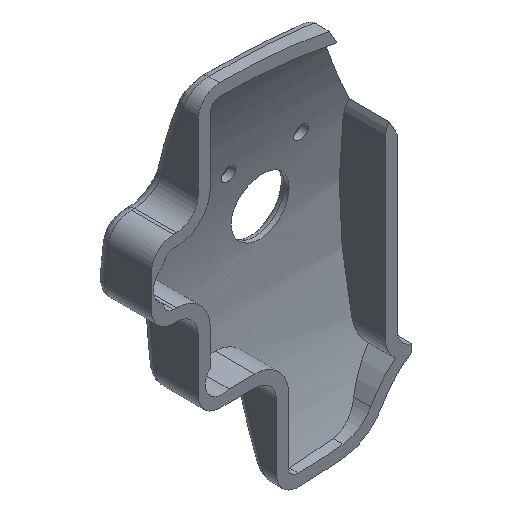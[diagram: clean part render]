
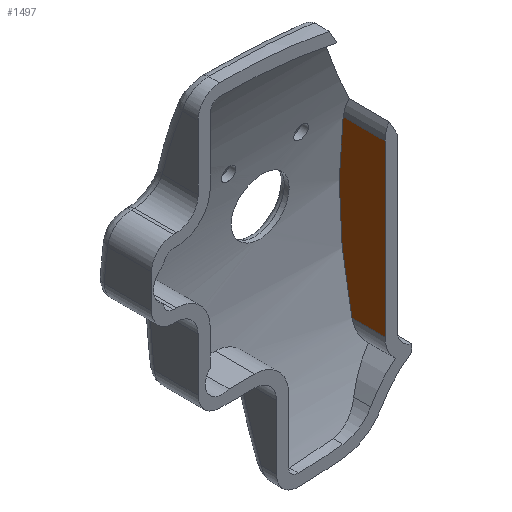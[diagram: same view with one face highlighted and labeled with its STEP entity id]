
A CAD part, isometric view. The second image highlights one B-rep face of the part: STEP entity #1497.
In plain terms, the highlighted planar face has unit normal (-1, 0, 0).
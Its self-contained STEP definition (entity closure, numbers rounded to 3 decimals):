
#65=PLANE('',#1652);
#109=FACE_OUTER_BOUND('',#202,.T.);
#202=EDGE_LOOP('',(#1191,#1192,#1193,#1194));
#373=LINE('',#4907,#459);
#391=LINE('',#5242,#477);
#393=LINE('',#5245,#479);
#459=VECTOR('',#1867,35.254);
#477=VECTOR('',#1939,8.689);
#479=VECTOR('',#1943,6.851);
#546=CIRCLE('',#1644,97.5);
#661=VERTEX_POINT('',#4904);
#662=VERTEX_POINT('',#4906);
#684=VERTEX_POINT('',#4951);
#702=VERTEX_POINT('',#5105);
#833=EDGE_CURVE('',#662,#661,#373,.T.);
#876=EDGE_CURVE('',#702,#684,#546,.F.);
#890=EDGE_CURVE('',#684,#661,#391,.F.);
#892=EDGE_CURVE('',#662,#702,#393,.T.);
#1191=ORIENTED_EDGE('',*,*,#892,.F.);
#1192=ORIENTED_EDGE('',*,*,#833,.T.);
#1193=ORIENTED_EDGE('',*,*,#890,.F.);
#1194=ORIENTED_EDGE('',*,*,#876,.F.);
#1497=ADVANCED_FACE('',(#109),#65,.T.);
#1644=AXIS2_PLACEMENT_3D('',#5114,#1918,#1919);
#1652=AXIS2_PLACEMENT_3D('',#5246,#1944,#1945);
#1867=DIRECTION('',(0.,0.,1.));
#1918=DIRECTION('center_axis',(-1.,0.,0.));
#1919=DIRECTION('ref_axis',(0.,0.,1.));
#1939=DIRECTION('',(0.,1.,0.));
#1943=DIRECTION('',(0.,1.,0.));
#1944=DIRECTION('center_axis',(-1.,0.,0.));
#1945=DIRECTION('ref_axis',(0.,0.,1.));
#4904=CARTESIAN_POINT('',(21.449,8.,12.758));
#4906=CARTESIAN_POINT('',(21.449,8.,-22.496));
#4907=CARTESIAN_POINT('',(21.449,8.,-22.496));
#4951=CARTESIAN_POINT('',(21.449,16.689,12.758));
#5105=CARTESIAN_POINT('',(21.449,14.851,-22.496));
#5114=CARTESIAN_POINT('Origin',(21.449,-79.989,0.123));
#5242=CARTESIAN_POINT('',(21.449,8.,12.758));
#5245=CARTESIAN_POINT('',(21.449,8.,-22.496));
#5246=CARTESIAN_POINT('Origin',(21.449,22.,16.631));
